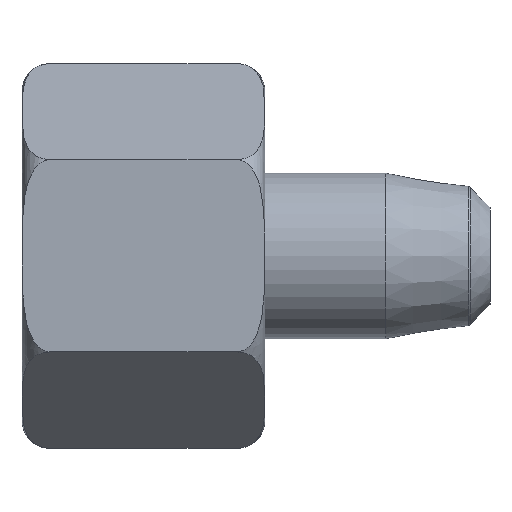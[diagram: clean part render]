
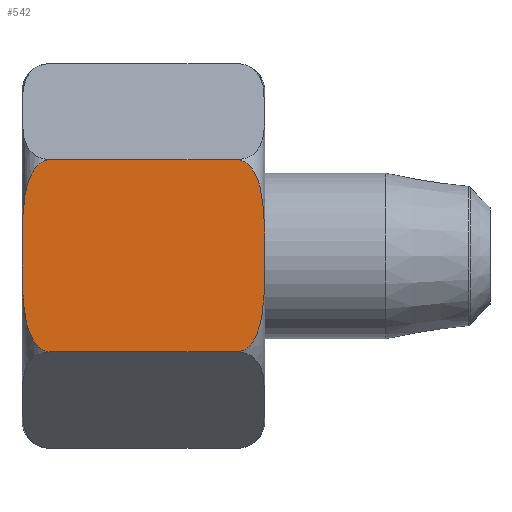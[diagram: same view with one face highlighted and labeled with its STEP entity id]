
A CAD part, top view. The second image highlights one B-rep face of the part: STEP entity #542.
In plain terms, the highlighted planar face has unit normal (0, 0, 1).
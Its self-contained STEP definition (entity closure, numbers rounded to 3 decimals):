
#425=B_SPLINE_CURVE_WITH_KNOTS('',3,(#1438,#1439,#1440,#1441,#1442,#1443,
#1444,#1445,#1446,#1447,#1448,#1449,#1450,#1451,#1452,#1453,#1454,#1455),
 .UNSPECIFIED.,.F.,.F.,(4,2,2,2,2,2,2,2,4),(0.,0.063,0.125,0.25,0.5,0.75,
0.875,0.938,1.),.UNSPECIFIED.);
#431=B_SPLINE_CURVE_WITH_KNOTS('',3,(#1557,#1558,#1559,#1560,#1561,#1562,
#1563,#1564,#1565,#1566,#1567,#1568,#1569,#1570,#1571,#1572,#1573,#1574),
 .UNSPECIFIED.,.F.,.F.,(4,2,2,2,2,2,2,2,4),(0.,0.063,0.125,
0.25,0.5,0.75,0.875,0.938,1.),.UNSPECIFIED.);
#442=FACE_OUTER_BOUND('',#688,.T.);
#453=LINE('',#1370,#465);
#454=LINE('',#1375,#466);
#465=VECTOR('',#1192,1.);
#466=VECTOR('',#1197,1.);
#503=PLANE('',#1071);
#542=ADVANCED_FACE('',(#442),#503,.T.);
#688=EDGE_LOOP('',(#808,#809,#810,#811));
#808=ORIENTED_EDGE('',*,*,#921,.T.);
#809=ORIENTED_EDGE('',*,*,#930,.T.);
#810=ORIENTED_EDGE('',*,*,#923,.T.);
#811=ORIENTED_EDGE('',*,*,#941,.T.);
#863=VERTEX_POINT('',#1364);
#866=VERTEX_POINT('',#1369);
#868=VERTEX_POINT('',#1374);
#869=VERTEX_POINT('',#1376);
#921=EDGE_CURVE('',#863,#866,#453,.T.);
#923=EDGE_CURVE('',#869,#868,#454,.T.);
#930=EDGE_CURVE('',#866,#869,#425,.T.);
#941=EDGE_CURVE('',#868,#863,#431,.T.);
#1071=AXIS2_PLACEMENT_3D('',#1634,#1249,#1250);
#1192=DIRECTION('',(-1.,0.,0.));
#1197=DIRECTION('',(1.,0.,0.));
#1249=DIRECTION('',(0.,0.,1.));
#1250=DIRECTION('',(1.,0.,0.));
#1364=CARTESIAN_POINT('',(15.5,6.92,12.005));
#1369=CARTESIAN_POINT('',(2.,6.92,12.005));
#1370=CARTESIAN_POINT('',(0.,6.92,12.005));
#1374=CARTESIAN_POINT('',(15.5,-6.92,12.005));
#1375=CARTESIAN_POINT('',(0.,-6.92,12.005));
#1376=CARTESIAN_POINT('',(2.,-6.92,12.005));
#1438=CARTESIAN_POINT('',(2.,6.92,12.005));
#1439=CARTESIAN_POINT('',(1.674,6.92,12.005));
#1440=CARTESIAN_POINT('',(1.368,6.749,12.005));
#1441=CARTESIAN_POINT('',(0.911,6.293,12.005));
#1442=CARTESIAN_POINT('',(0.743,6.01,12.005));
#1443=CARTESIAN_POINT('',(0.349,5.126,12.005));
#1444=CARTESIAN_POINT('',(0.226,4.491,12.005));
#1445=CARTESIAN_POINT('',(-0.01,2.59,12.005));
#1446=CARTESIAN_POINT('',(0.006,1.298,12.005));
#1447=CARTESIAN_POINT('',(0.005,-1.268,12.005));
#1448=CARTESIAN_POINT('',(-0.012,-2.56,12.005));
#1449=CARTESIAN_POINT('',(0.224,-4.481,12.005));
#1450=CARTESIAN_POINT('',(0.346,-5.113,12.005));
#1451=CARTESIAN_POINT('',(0.737,-5.999,12.005));
#1452=CARTESIAN_POINT('',(0.904,-6.284,12.005));
#1453=CARTESIAN_POINT('',(1.367,-6.75,12.005));
#1454=CARTESIAN_POINT('',(1.676,-6.92,12.005));
#1455=CARTESIAN_POINT('',(2.,-6.92,12.005));
#1557=CARTESIAN_POINT('',(15.5,-6.92,12.005));
#1558=CARTESIAN_POINT('',(15.826,-6.92,12.005));
#1559=CARTESIAN_POINT('',(16.132,-6.749,12.005));
#1560=CARTESIAN_POINT('',(16.589,-6.293,12.005));
#1561=CARTESIAN_POINT('',(16.757,-6.01,12.005));
#1562=CARTESIAN_POINT('',(17.151,-5.126,12.005));
#1563=CARTESIAN_POINT('',(17.274,-4.491,12.005));
#1564=CARTESIAN_POINT('',(17.51,-2.59,12.005));
#1565=CARTESIAN_POINT('',(17.494,-1.298,12.005));
#1566=CARTESIAN_POINT('',(17.495,1.268,12.005));
#1567=CARTESIAN_POINT('',(17.512,2.56,12.005));
#1568=CARTESIAN_POINT('',(17.276,4.481,12.005));
#1569=CARTESIAN_POINT('',(17.154,5.113,12.005));
#1570=CARTESIAN_POINT('',(16.763,5.999,12.005));
#1571=CARTESIAN_POINT('',(16.596,6.284,12.005));
#1572=CARTESIAN_POINT('',(16.133,6.75,12.005));
#1573=CARTESIAN_POINT('',(15.824,6.92,12.005));
#1574=CARTESIAN_POINT('',(15.5,6.92,12.005));
#1634=CARTESIAN_POINT('',(19.25,-6.931,12.005));
